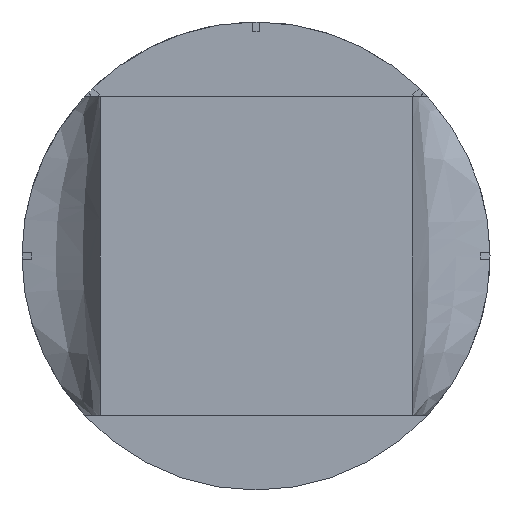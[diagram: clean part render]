
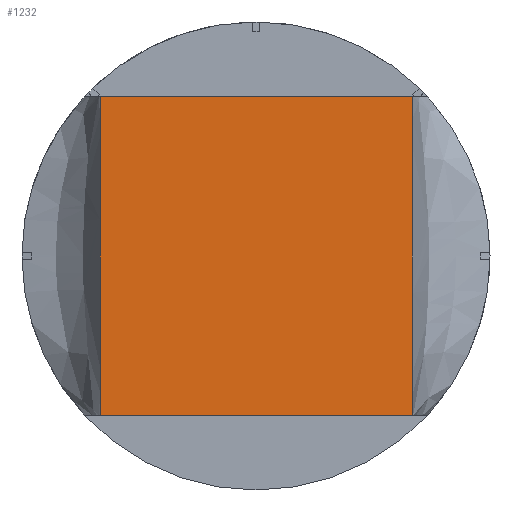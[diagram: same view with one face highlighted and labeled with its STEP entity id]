
A CAD part, front view. The second image highlights one B-rep face of the part: STEP entity #1232.
In plain terms, the highlighted planar face has unit normal (0, -1, 0).
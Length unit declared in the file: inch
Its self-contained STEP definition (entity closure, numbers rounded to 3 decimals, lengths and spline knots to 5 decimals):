
#113=FACE_OUTER_BOUND('',#187,.T.);
#187=EDGE_LOOP('',(#1112,#1113,#1114,#1115));
#284=LINE('',#2272,#392);
#288=LINE('',#2400,#396);
#294=LINE('',#2420,#402);
#295=LINE('',#2422,#403);
#392=VECTOR('',#1689,0.3937);
#396=VECTOR('',#1697,0.3937);
#402=VECTOR('',#1723,0.3937);
#403=VECTOR('',#1726,0.3937);
#572=VERTEX_POINT('',#2269);
#573=VERTEX_POINT('',#2271);
#576=VERTEX_POINT('',#2397);
#577=VERTEX_POINT('',#2399);
#741=EDGE_CURVE('',#573,#572,#284,.T.);
#748=EDGE_CURVE('',#577,#576,#288,.T.);
#758=EDGE_CURVE('',#576,#573,#294,.T.);
#759=EDGE_CURVE('',#572,#577,#295,.T.);
#1112=ORIENTED_EDGE('',*,*,#759,.T.);
#1113=ORIENTED_EDGE('',*,*,#748,.T.);
#1114=ORIENTED_EDGE('',*,*,#758,.T.);
#1115=ORIENTED_EDGE('',*,*,#741,.T.);
#1166=PLANE('',#1370);
#1232=ADVANCED_FACE('',(#113),#1166,.T.);
#1370=AXIS2_PLACEMENT_3D('',#2423,#1727,#1728);
#1689=DIRECTION('',(0.,0.,1.));
#1697=DIRECTION('',(0.,0.,-1.));
#1723=DIRECTION('',(1.,0.,0.));
#1726=DIRECTION('',(-1.,0.,0.));
#1727=DIRECTION('center_axis',(0.,-1.,0.));
#1728=DIRECTION('ref_axis',(0.,0.,-1.));
#2269=CARTESIAN_POINT('',(0.25,-1.85,0.2556));
#2271=CARTESIAN_POINT('',(0.25,-1.85,-0.2556));
#2272=CARTESIAN_POINT('',(0.25,-1.85,-0.2556));
#2397=CARTESIAN_POINT('',(-0.25,-1.85,-0.2556));
#2399=CARTESIAN_POINT('',(-0.25,-1.85,0.2556));
#2400=CARTESIAN_POINT('',(-0.25,-1.85,0.2556));
#2420=CARTESIAN_POINT('',(0.2744,-1.85,-0.2556));
#2422=CARTESIAN_POINT('',(-0.2744,-1.85,0.2556));
#2423=CARTESIAN_POINT('Origin',(0.,-1.85,0.));
